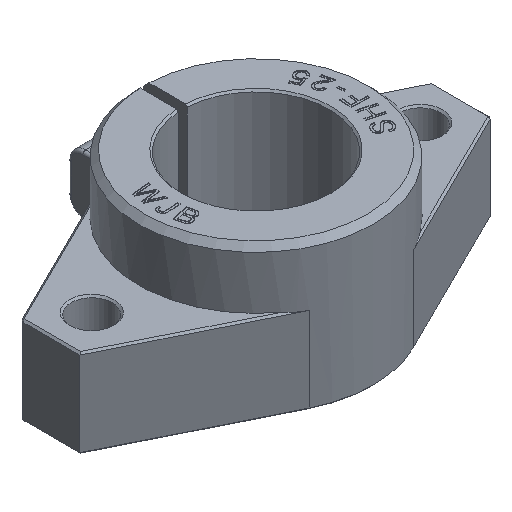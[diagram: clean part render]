
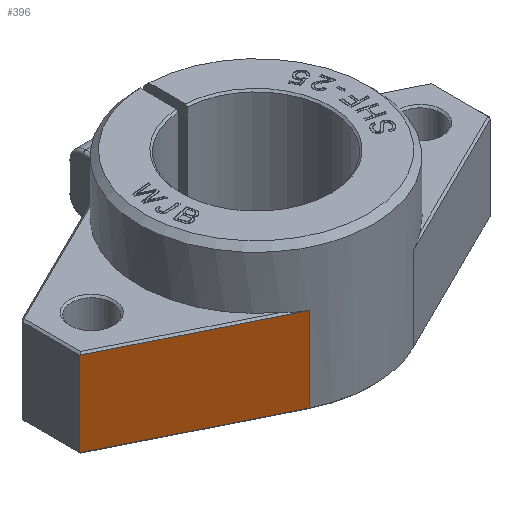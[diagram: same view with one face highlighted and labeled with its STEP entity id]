
A CAD part, isometric view. The second image highlights one B-rep face of the part: STEP entity #396.
In plain terms, the highlighted planar face has unit normal (-0.443, -0.896, 0).
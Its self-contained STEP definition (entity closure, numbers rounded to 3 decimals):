
#214=FACE_OUTER_BOUND('',#772,.T.);
#396=ADVANCED_FACE('',(#214),#566,.T.);
#566=PLANE('',#3408);
#772=EDGE_LOOP('',(#1218,#1219,#1220,#1221));
#1218=ORIENTED_EDGE('',*,*,#2262,.F.);
#1219=ORIENTED_EDGE('',*,*,#2313,.T.);
#1220=ORIENTED_EDGE('',*,*,#2303,.F.);
#1221=ORIENTED_EDGE('',*,*,#2213,.F.);
#1919=VERTEX_POINT('',#5259);
#1920=VERTEX_POINT('',#5261);
#1958=VERTEX_POINT('',#5365);
#1965=VERTEX_POINT('',#5396);
#2213=EDGE_CURVE('',#1919,#1920,#2851,.T.);
#2262=EDGE_CURVE('',#1958,#1919,#2877,.T.);
#2303=EDGE_CURVE('',#1920,#1965,#2916,.T.);
#2313=EDGE_CURVE('',#1958,#1965,#2922,.T.);
#2851=LINE('',#5260,#3107);
#2877=LINE('',#5366,#3133);
#2916=LINE('',#5444,#3172);
#2922=LINE('',#5478,#3178);
#3107=VECTOR('',#3673,1.);
#3133=VECTOR('',#3769,1.);
#3172=VECTOR('',#3854,1.);
#3178=VECTOR('',#3874,1.);
#3408=AXIS2_PLACEMENT_3D('',#5480,#3877,#3878);
#3673=DIRECTION('',(0.,0.,-1.));
#3769=DIRECTION('',(0.896,-0.443,0.));
#3854=DIRECTION('',(-0.896,0.443,0.));
#3874=DIRECTION('',(0.,0.,-1.));
#3877=DIRECTION('',(-0.443,-0.896,0.));
#3878=DIRECTION('',(0.,0.,-1.));
#5259=CARTESIAN_POINT('',(-8.868,-17.927,-0.3));
#5260=CARTESIAN_POINT('',(-8.868,-17.927,-0.3));
#5261=CARTESIAN_POINT('',(-8.868,-17.927,-14.7));
#5365=CARTESIAN_POINT('',(-35.,-5.,-0.3));
#5366=CARTESIAN_POINT('',(-35.,-5.,-0.3));
#5396=CARTESIAN_POINT('',(-35.,-5.,-14.7));
#5444=CARTESIAN_POINT('',(-8.868,-17.927,-14.7));
#5478=CARTESIAN_POINT('',(-35.,-5.,-0.3));
#5480=CARTESIAN_POINT('',(-35.,-5.,0.));
